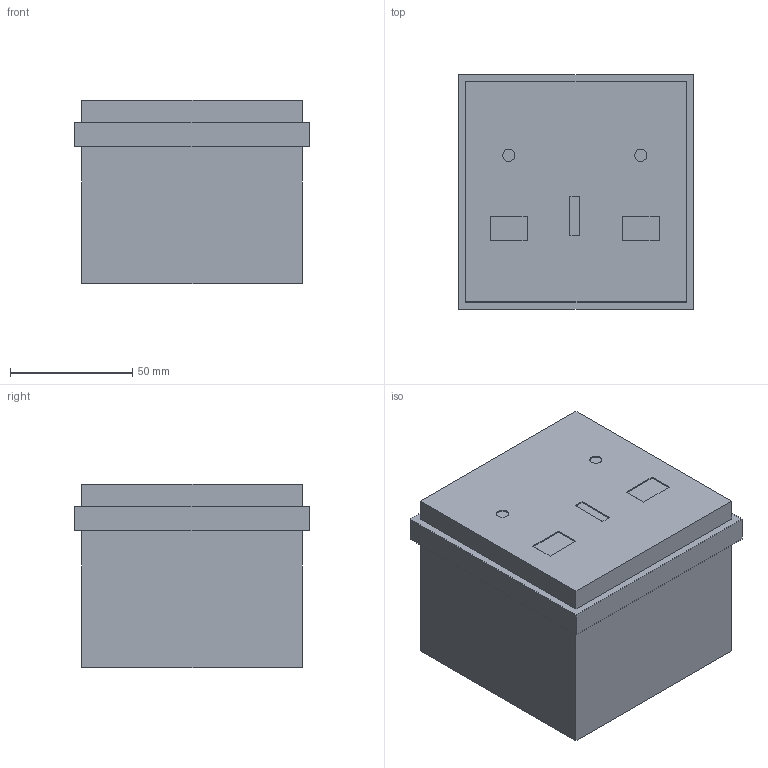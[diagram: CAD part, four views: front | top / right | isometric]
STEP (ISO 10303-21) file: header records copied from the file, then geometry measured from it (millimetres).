
FILE_DESCRIPTION((''),'2;1');
FILE_NAME('3d_R2D415.stp','2012-10-03T09:42:58',(''),(''),'Mechanical Desktop 2011','Mechanical Desktop 2011',', , ');
FILE_SCHEMA(('CONFIG_CONTROL_DESIGN'));
Length unit declared in the file: millimetre
Products named in the file (1): Product
Bounding box: 96 x 96 x 75 mm (x, y, z)
Volume: 618458.4 mm3; surface area: 45757.7 mm2
Topology: 1 solids, 1 shells, 37 faces, 88 edges, 60 vertices
Faces by surface type: plane 33, cylinder 4
Entity records: 1161 total; most frequent: CARTESIAN_POINT 186, DIRECTION 176, ORIENTED_EDGE 176, EDGE_CURVE 88, VECTOR 76, LINE 76, VERTEX_POINT 60, AXIS2_PLACEMENT_3D 50
